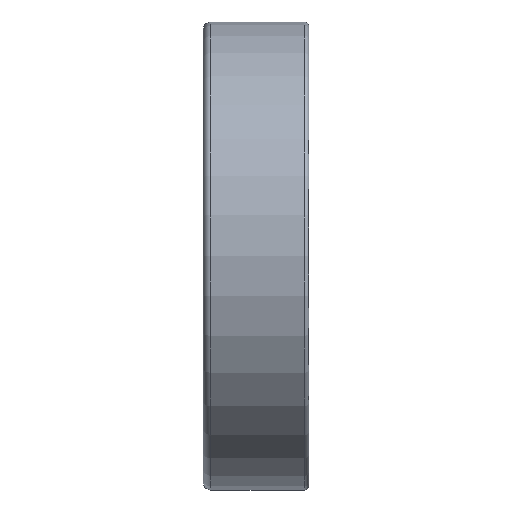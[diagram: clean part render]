
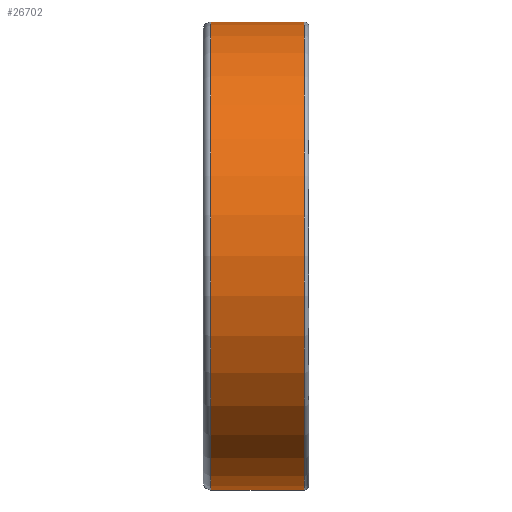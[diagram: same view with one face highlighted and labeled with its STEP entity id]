
A CAD part, top view. The second image highlights one B-rep face of the part: STEP entity #26702.
In plain terms, the highlighted cylindrical face has radius 31 mm (diameter 62 mm), a partial arc.
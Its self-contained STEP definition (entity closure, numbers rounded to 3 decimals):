
#16677=DIRECTION('',(-1.,0.,0.));
#16678=VECTOR('',#16677,12.4);
#16679=CARTESIAN_POINT('',(6.4,31.,0.));
#16680=LINE('',#16679,#16678);
#16684=DIRECTION('',(-1.,0.,0.));
#16685=VECTOR('',#16684,12.4);
#16686=CARTESIAN_POINT('',(6.4,-31.,0.));
#16687=LINE('',#16686,#16685);
#16699=CARTESIAN_POINT('',(6.4,0.,0.));
#16700=DIRECTION('',(1.,0.,0.));
#16701=DIRECTION('',(0.,1.,0.));
#16702=AXIS2_PLACEMENT_3D('',#16699,#16700,#16701);
#16707=CARTESIAN_POINT('',(-6.,0.,0.));
#16708=DIRECTION('',(1.,0.,0.));
#16709=DIRECTION('',(0.,1.,0.));
#16710=AXIS2_PLACEMENT_3D('',#16707,#16708,#16709);
#23706=CARTESIAN_POINT('',(6.4,31.,0.));
#23707=CARTESIAN_POINT('',(-6.,31.,0.));
#23708=VERTEX_POINT('',#23706);
#23709=VERTEX_POINT('',#23707);
#23718=CARTESIAN_POINT('',(6.4,-31.,0.));
#23719=CARTESIAN_POINT('',(-6.,-31.,0.));
#23720=VERTEX_POINT('',#23718);
#23721=VERTEX_POINT('',#23719);
#26690=CARTESIAN_POINT('',(-7.7,0.,0.));
#26691=DIRECTION('',(1.,0.,0.));
#26692=DIRECTION('',(0.,-1.,0.));
#26693=AXIS2_PLACEMENT_3D('',#26690,#26691,#26692);
#26694=CYLINDRICAL_SURFACE('',#26693,31.);
#26695=ORIENTED_EDGE('',*,*,#26680,.F.);
#26696=ORIENTED_EDGE('',*,*,#26657,.T.);
#26697=ORIENTED_EDGE('',*,*,#26684,.T.);
#26699=ORIENTED_EDGE('',*,*,#26698,.F.);
#26700=EDGE_LOOP('',(#26695,#26696,#26697,#26699));
#26701=FACE_OUTER_BOUND('',#26700,.F.);
#16703=CIRCLE('',#16702,31.);
#16711=CIRCLE('',#16710,31.);
#26657=EDGE_CURVE('',#23708,#23720,#16703,.T.);
#26680=EDGE_CURVE('',#23708,#23709,#16680,.T.);
#26684=EDGE_CURVE('',#23720,#23721,#16687,.T.);
#26698=EDGE_CURVE('',#23709,#23721,#16711,.T.);
#26702=ADVANCED_FACE('',(#26701),#26694,.T.);
